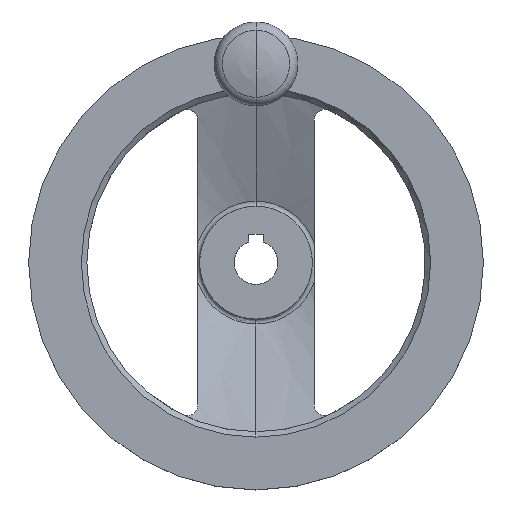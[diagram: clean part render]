
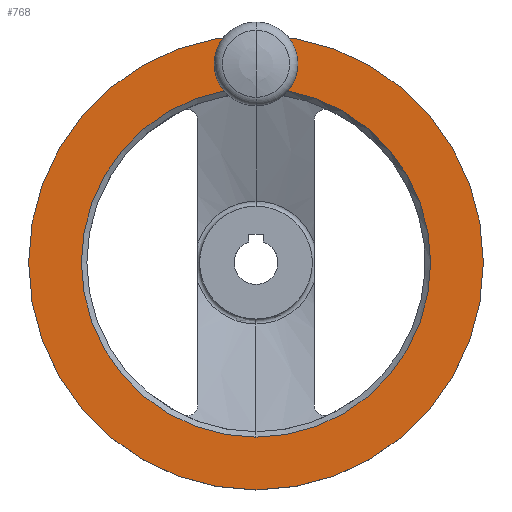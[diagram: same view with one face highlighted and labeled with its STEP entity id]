
A CAD part, top view. The second image highlights one B-rep face of the part: STEP entity #768.
In plain terms, the highlighted planar face has unit normal (0, 0, 1).
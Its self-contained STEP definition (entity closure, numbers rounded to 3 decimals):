
#450=EDGE_CURVE('',#522,#762,#1014,.T.);
#522=VERTEX_POINT('',#1090);
#556=VERTEX_POINT('',#1128);
#558=VERTEX_POINT('',#1130);
#560=EDGE_CURVE('',#556,#762,#1132,.T.);
#570=VERTEX_POINT('',#1142);
#592=EDGE_CURVE('',#570,#558,#1165,.T.);
#722=EDGE_CURVE('',#762,#556,#1304,.T.);
#730=EDGE_CURVE('',#558,#570,#1312,.T.);
#750=EDGE_CURVE('',#762,#522,#1333,.T.);
#762=VERTEX_POINT('',#1347);
#768=ADVANCED_FACE('',(#1354,#1355),#1356,.T.);
#1014=CIRCLE('',#1801,6.5);
#1090=CARTESIAN_POINT('',(0.,61.0,33.));
#1128=CARTESIAN_POINT('',(0.,-48.,33.));
#1130=CARTESIAN_POINT('',(0.,-62.5,33.));
#1132=CIRCLE('',#2008,48.);
#1142=CARTESIAN_POINT('',(0.,62.5,33.));
#1165=CIRCLE('',#2049,62.5);
#1304=CIRCLE('',#2313,48.);
#1312=CIRCLE('',#2324,62.5);
#1333=CIRCLE('',#2365,6.5);
#1347=CARTESIAN_POINT('',(0.,48.,33.));
#1354=FACE_OUTER_BOUND('',#2387,.T.);
#1355=FACE_BOUND('',#2388,.T.);
#1356=PLANE('',#2389);
#1801=AXIS2_PLACEMENT_3D('',#2755,#2756,#2757);
#2008=AXIS2_PLACEMENT_3D('',#2867,#2868,#2869);
#2049=AXIS2_PLACEMENT_3D('',#2894,#2895,#2896);
#2313=AXIS2_PLACEMENT_3D('',#3021,#3022,#3023);
#2324=AXIS2_PLACEMENT_3D('',#3030,#3031,#3032);
#2365=AXIS2_PLACEMENT_3D('',#3061,#3062,#3063);
#2387=EDGE_LOOP('',(#3093,#3094));
#2388=EDGE_LOOP('',(#3095,#3096,#3097,#3098));
#2389=AXIS2_PLACEMENT_3D('',#3099,#3100,#3101);
#2755=CARTESIAN_POINT('',(0.,54.5,33.));
#2756=DIRECTION('',(0.,0.,-1.0));
#2757=DIRECTION('',(0.,-1.0,0.));
#2867=CARTESIAN_POINT('',(0.,0.,33.));
#2868=DIRECTION('',(0.,0.,1.0));
#2869=DIRECTION('',(0.,1.0,0.));
#2894=CARTESIAN_POINT('',(0.,0.,33.));
#2895=DIRECTION('',(0.,0.,1.0));
#2896=DIRECTION('',(0.,1.0,0.));
#3021=CARTESIAN_POINT('',(0.,0.,33.));
#3022=DIRECTION('',(0.,0.,1.0));
#3023=DIRECTION('',(0.,1.0,0.));
#3030=CARTESIAN_POINT('',(0.,0.,33.));
#3031=DIRECTION('',(0.,0.,1.0));
#3032=DIRECTION('',(0.,1.0,0.));
#3061=CARTESIAN_POINT('',(0.,54.5,33.));
#3062=DIRECTION('',(0.,0.,-1.0));
#3063=DIRECTION('',(0.,-1.0,0.));
#3093=ORIENTED_EDGE('',*,*,#592,.T.);
#3094=ORIENTED_EDGE('',*,*,#730,.T.);
#3095=ORIENTED_EDGE('',*,*,#722,.F.);
#3096=ORIENTED_EDGE('',*,*,#750,.T.);
#3097=ORIENTED_EDGE('',*,*,#450,.T.);
#3098=ORIENTED_EDGE('',*,*,#560,.F.);
#3099=CARTESIAN_POINT('',(0.,55.25,33.));
#3100=DIRECTION('',(0.,0.,1.0));
#3101=DIRECTION('',(0.,1.0,0.0));
